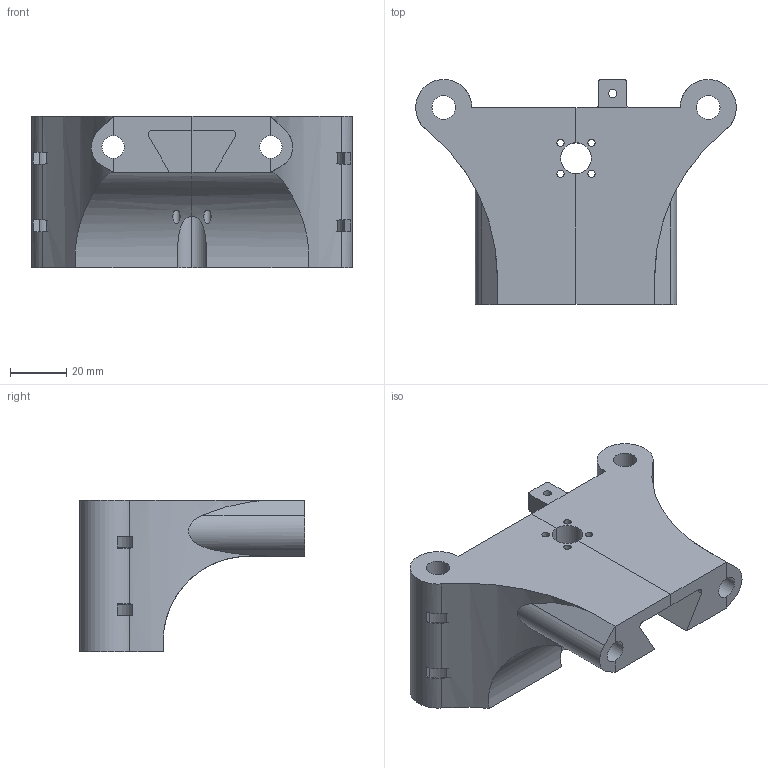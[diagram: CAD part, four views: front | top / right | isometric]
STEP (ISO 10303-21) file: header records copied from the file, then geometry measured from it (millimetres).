
FILE_DESCRIPTION(('FreeCAD Model'),'2;1');
FILE_NAME('Zcarriage.step','2015-05-06T17:44:24',('Author'),(''), 'Open CASCADE STEP processor 6.8','FreeCAD','Unknown');
FILE_SCHEMA(('AUTOMOTIVE_DESIGN_CC2 { 1 2 10303 214 -1 1 5 4 }'));
Length unit declared in the file: millimetre
Products named in the file (1): ZCarriage
Bounding box: 113.97 x 80 x 54 mm (x, y, z)
Volume: 169606 mm3; surface area: 39301.5 mm2
Topology: 1 solids, 1 shells, 93 faces, 314 edges, 204 vertices
Faces by surface type: plane 46, cylinder 35, cone 8, sphere 2, torus 2
Full cylindrical faces by diameter (mm): 2.6 x4, 2.9 x1, 8 x2, 8.4 x2, 15 x2
Entity records: 14623 total; most frequent: CARTESIAN_POINT 8666, DIRECTION 1056, LINE 625, VECTOR 625, ORIENTED_EDGE 624, PCURVE 624, DEFINITIONAL_REPRESENTATION 624, EDGE_CURVE 312
